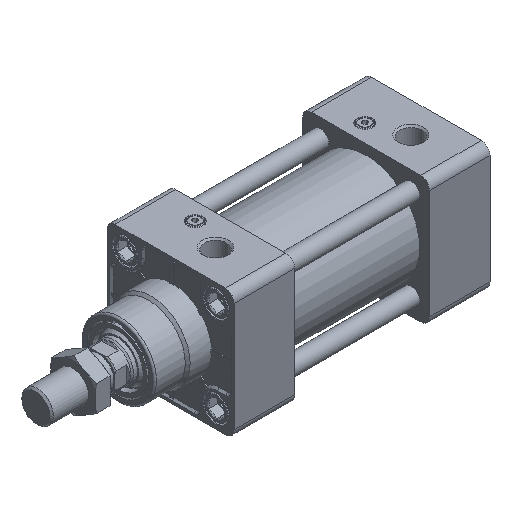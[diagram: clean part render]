
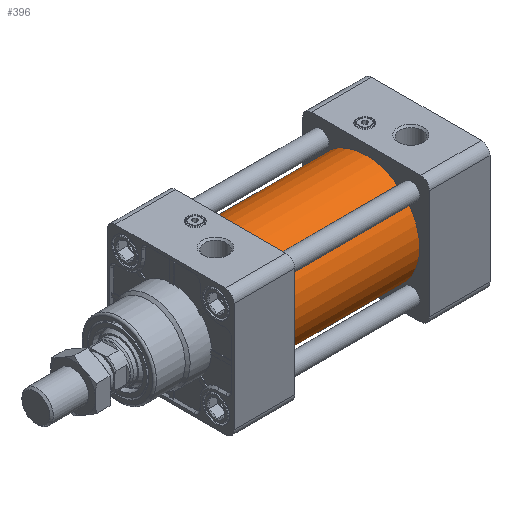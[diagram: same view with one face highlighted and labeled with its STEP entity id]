
A CAD part, isometric view. The second image highlights one B-rep face of the part: STEP entity #396.
In plain terms, the highlighted cylindrical face has radius 27.5 mm (diameter 55 mm), a full revolution.
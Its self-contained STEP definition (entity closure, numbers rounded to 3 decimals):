
#396 = ADVANCED_FACE( '', ( #1122, #1123 ), #1124, .T. );
#1122 = FACE_OUTER_BOUND( '', #2325, .T. );
#1123 = FACE_OUTER_BOUND( '', #2326, .T. );
#1124 = CYLINDRICAL_SURFACE( '', #2327, 27.5 );
#2325 = EDGE_LOOP( '', ( #4410 ) );
#2326 = EDGE_LOOP( '', ( #4411 ) );
#2327 = AXIS2_PLACEMENT_3D( '', #4412, #4413, #4414 );
#4410 = ORIENTED_EDGE( '', *, *, #6929, .F. );
#4411 = ORIENTED_EDGE( '', *, *, #6928, .T. );
#4412 = CARTESIAN_POINT( '', ( 100., 0., 0. ) );
#4413 = DIRECTION( '', ( 1., 0., 0. ) );
#4414 = DIRECTION( '', ( 0., 0., 1. ) );
#6928 = EDGE_CURVE( '', #8298, #8298, #8299, .T. );
#6929 = EDGE_CURVE( '', #8300, #8300, #8301, .T. );
#8298 = VERTEX_POINT( '', #10789 );
#8299 = CIRCLE( '', #10790, 27.5 );
#8300 = VERTEX_POINT( '', #10791 );
#8301 = CIRCLE( '', #10792, 27.5 );
#10789 = CARTESIAN_POINT( '', ( 31., 0., -27.5 ) );
#10790 = AXIS2_PLACEMENT_3D( '', #12708, #12709, #12710 );
#10791 = CARTESIAN_POINT( '', ( 100., 0., -27.5 ) );
#10792 = AXIS2_PLACEMENT_3D( '', #12711, #12712, #12713 );
#12708 = CARTESIAN_POINT( '', ( 31., 0., 0. ) );
#12709 = DIRECTION( '', ( 1., 0., 0. ) );
#12710 = DIRECTION( '', ( 0., 0., -1. ) );
#12711 = CARTESIAN_POINT( '', ( 100., 0., 0. ) );
#12712 = DIRECTION( '', ( 1., 0., 0. ) );
#12713 = DIRECTION( '', ( 0., 0., -1. ) );
